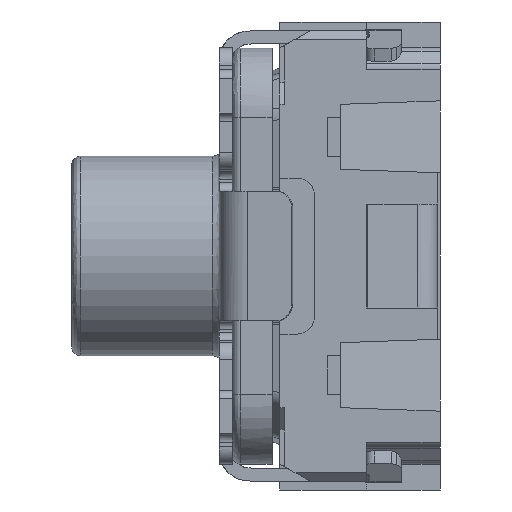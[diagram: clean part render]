
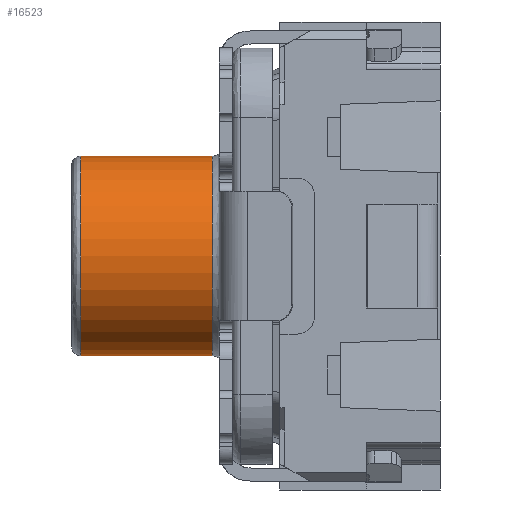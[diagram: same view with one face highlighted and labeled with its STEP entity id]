
A CAD part, left-side view. The second image highlights one B-rep face of the part: STEP entity #16523.
In plain terms, the highlighted cylindrical face has radius 1.15 mm (diameter 2.3 mm), a partial arc.
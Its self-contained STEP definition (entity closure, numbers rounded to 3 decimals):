
#448 = FACE_OUTER_BOUND ( 'NONE', #7499, .T. ) ;
#1067 = CARTESIAN_POINT ( 'NONE',  ( 0., 4.15, 1.15 ) ) ;
#1514 = ORIENTED_EDGE ( 'NONE', *, *, #4712, .T. ) ;
#2769 = CARTESIAN_POINT ( 'NONE',  ( 0., 4.25, 1.15 ) ) ;
#2864 = CYLINDRICAL_SURFACE ( 'NONE', #5043, 1.15 ) ;
#3094 = CARTESIAN_POINT ( 'NONE',  ( 0., 4.25, -1.15 ) ) ;
#3140 = DIRECTION ( 'NONE',  ( 0., -1., 0. ) ) ;
#3344 = AXIS2_PLACEMENT_3D ( 'NONE', #13683, #13643, #13621 ) ;
#3523 = LINE ( 'NONE', #3094, #12833 ) ;
#4110 = DIRECTION ( 'NONE',  ( 0., 0., 1. ) ) ;
#4368 = ORIENTED_EDGE ( 'NONE', *, *, #8472, .T. ) ;
#4712 = EDGE_CURVE ( 'NONE', #7757, #7379, #5685, .T. ) ;
#4897 = VERTEX_POINT ( 'NONE', #1067 ) ;
#5043 = AXIS2_PLACEMENT_3D ( 'NONE', #10650, #12332, #9084 ) ;
#5286 = LINE ( 'NONE', #2769, #5810 ) ;
#5685 = CIRCLE ( 'NONE', #13058, 1.15 ) ;
#5810 = VECTOR ( 'NONE', #15960, 1000. ) ;
#6153 = CARTESIAN_POINT ( 'NONE',  ( 0., 2.632, 1.15 ) ) ;
#6259 = EDGE_CURVE ( 'NONE', #17249, #7757, #3523, .T. ) ;
#6644 = CARTESIAN_POINT ( 'NONE',  ( 0., 2.632, -1.15 ) ) ;
#7379 = VERTEX_POINT ( 'NONE', #6153 ) ;
#7499 = EDGE_LOOP ( 'NONE', ( #16381, #4368, #15552, #1514 ) ) ;
#7757 = VERTEX_POINT ( 'NONE', #6644 ) ;
#8472 = EDGE_CURVE ( 'NONE', #4897, #17249, #10653, .T. ) ;
#9084 = DIRECTION ( 'NONE',  ( 0., 0., -1. ) ) ;
#10650 = CARTESIAN_POINT ( 'NONE',  ( 0., 4.25, 0. ) ) ;
#10653 = CIRCLE ( 'NONE', #3344, 1.15 ) ;
#10655 = DIRECTION ( 'NONE',  ( 0., 1., 0. ) ) ;
#12332 = DIRECTION ( 'NONE',  ( 0., -1., 0. ) ) ;
#12833 = VECTOR ( 'NONE', #3140, 1000. ) ;
#13058 = AXIS2_PLACEMENT_3D ( 'NONE', #17187, #10655, #4110 ) ;
#13621 = DIRECTION ( 'NONE',  ( 0., 0., -1. ) ) ;
#13643 = DIRECTION ( 'NONE',  ( 0., -1., 0. ) ) ;
#13683 = CARTESIAN_POINT ( 'NONE',  ( 0., 4.15, 0. ) ) ;
#15552 = ORIENTED_EDGE ( 'NONE', *, *, #6259, .T. ) ;
#15793 = EDGE_CURVE ( 'NONE', #4897, #7379, #5286, .T. ) ;
#15960 = DIRECTION ( 'NONE',  ( 0., -1., 0. ) ) ;
#16381 = ORIENTED_EDGE ( 'NONE', *, *, #15793, .F. ) ;
#16523 = ADVANCED_FACE ( 'NONE', ( #448 ), #2864, .T. ) ;
#17187 = CARTESIAN_POINT ( 'NONE',  ( 0., 2.632, 0. ) ) ;
#17249 = VERTEX_POINT ( 'NONE', #18235 ) ;
#18235 = CARTESIAN_POINT ( 'NONE',  ( 0., 4.15, -1.15 ) ) ;
